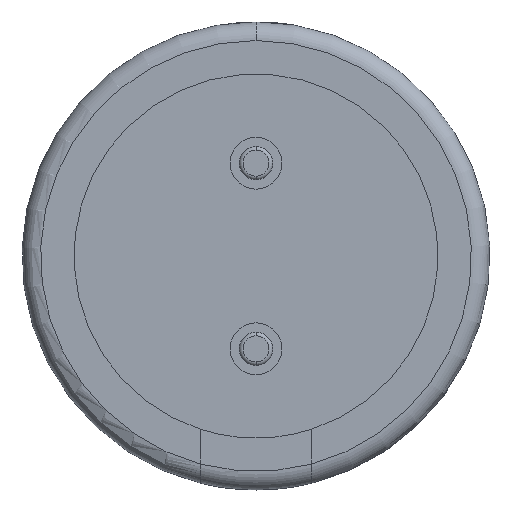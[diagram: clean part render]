
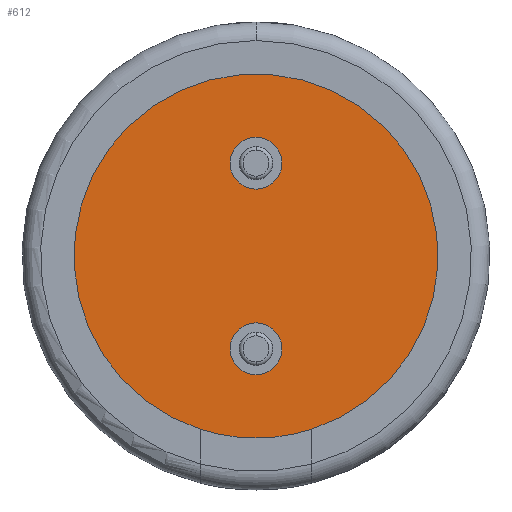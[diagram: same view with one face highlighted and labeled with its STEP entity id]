
A CAD part, front view. The second image highlights one B-rep face of the part: STEP entity #612.
In plain terms, the highlighted planar face has unit normal (0, -1, 0).
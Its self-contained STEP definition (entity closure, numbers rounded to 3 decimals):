
#32 = VERTEX_POINT ( 'NONE', #1927 ) ;
#152 = CARTESIAN_POINT ( 'NONE',  ( 0., 0.1, -1.25 ) ) ;
#206 = DIRECTION ( 'NONE',  ( 0., 0., -1. ) ) ;
#237 = CARTESIAN_POINT ( 'NONE',  ( 0., 0.1, 1.25 ) ) ;
#238 = CIRCLE ( 'NONE', #3882, 0.35 ) ;
#245 = AXIS2_PLACEMENT_3D ( 'NONE', #237, #1647, #1333 ) ;
#499 = DIRECTION ( 'NONE',  ( 0., -1., 0. ) ) ;
#539 = DIRECTION ( 'NONE',  ( 0., -1., 0. ) ) ;
#564 = DIRECTION ( 'NONE',  ( 0., 0., -1. ) ) ;
#586 = AXIS2_PLACEMENT_3D ( 'NONE', #2977, #3338, #1970 ) ;
#612 = ADVANCED_FACE ( 'NONE', ( #2273, #3394, #2231 ), #1261, .T. ) ;
#668 = CIRCLE ( 'NONE', #743, 2.45 ) ;
#715 = CARTESIAN_POINT ( 'NONE',  ( 0., 0.1, 1.25 ) ) ;
#720 = ORIENTED_EDGE ( 'NONE', *, *, #1525, .F. ) ;
#741 = AXIS2_PLACEMENT_3D ( 'NONE', #3396, #2979, #1941 ) ;
#743 = AXIS2_PLACEMENT_3D ( 'NONE', #955, #539, #206 ) ;
#955 = CARTESIAN_POINT ( 'NONE',  ( 0., 0.1, 0. ) ) ;
#1077 = CARTESIAN_POINT ( 'NONE',  ( 0., 0.1, -2.45 ) ) ;
#1167 = EDGE_CURVE ( 'NONE', #32, #4003, #4097, .T. ) ;
#1261 = PLANE ( 'NONE',  #586 ) ;
#1290 = CIRCLE ( 'NONE', #245, 0.35 ) ;
#1333 = DIRECTION ( 'NONE',  ( 0., 0., -1. ) ) ;
#1401 = EDGE_CURVE ( 'NONE', #3328, #4531, #2003, .T. ) ;
#1428 = DIRECTION ( 'NONE',  ( 0., -1., 0. ) ) ;
#1463 = CARTESIAN_POINT ( 'NONE',  ( 0., 0.1, -0.9 ) ) ;
#1505 = EDGE_CURVE ( 'NONE', #2105, #3328, #668, .T. ) ;
#1525 = EDGE_CURVE ( 'NONE', #4003, #32, #238, .T. ) ;
#1647 = DIRECTION ( 'NONE',  ( 0., -1., 0. ) ) ;
#1792 = DIRECTION ( 'NONE',  ( 0., -1., 0. ) ) ;
#1796 = CIRCLE ( 'NONE', #1938, 0.35 ) ;
#1809 = CARTESIAN_POINT ( 'NONE',  ( 0., 0.1, 0. ) ) ;
#1832 = DIRECTION ( 'NONE',  ( 0., 0., -1. ) ) ;
#1927 = CARTESIAN_POINT ( 'NONE',  ( 0., 0.1, -1.6 ) ) ;
#1938 = AXIS2_PLACEMENT_3D ( 'NONE', #715, #1792, #4343 ) ;
#1941 = DIRECTION ( 'NONE',  ( 0., 0., -1. ) ) ;
#1954 = EDGE_CURVE ( 'NONE', #4258, #2071, #1796, .T. ) ;
#1970 = DIRECTION ( 'NONE',  ( 0., 0., -1. ) ) ;
#2003 = CIRCLE ( 'NONE', #741, 2.45 ) ;
#2071 = VERTEX_POINT ( 'NONE', #2079 ) ;
#2079 = CARTESIAN_POINT ( 'NONE',  ( 0., 0.1, 0.9 ) ) ;
#2105 = VERTEX_POINT ( 'NONE', #3485 ) ;
#2140 = EDGE_CURVE ( 'NONE', #2071, #4258, #1290, .T. ) ;
#2231 = FACE_OUTER_BOUND ( 'NONE', #3527, .T. ) ;
#2257 = ORIENTED_EDGE ( 'NONE', *, *, #2140, .F. ) ;
#2273 = FACE_BOUND ( 'NONE', #2409, .T. ) ;
#2285 = AXIS2_PLACEMENT_3D ( 'NONE', #3830, #1428, #3870 ) ;
#2311 = ORIENTED_EDGE ( 'NONE', *, *, #1401, .T. ) ;
#2357 = CARTESIAN_POINT ( 'NONE',  ( 0.75, 0.1, -2.332 ) ) ;
#2409 = EDGE_LOOP ( 'NONE', ( #3600, #720 ) ) ;
#2433 = ORIENTED_EDGE ( 'NONE', *, *, #1505, .T. ) ;
#2977 = CARTESIAN_POINT ( 'NONE',  ( 0., 0.1, 0. ) ) ;
#2979 = DIRECTION ( 'NONE',  ( 0., -1., 0. ) ) ;
#3006 = CARTESIAN_POINT ( 'NONE',  ( 0., 0.1, 1.6 ) ) ;
#3328 = VERTEX_POINT ( 'NONE', #1077 ) ;
#3338 = DIRECTION ( 'NONE',  ( 0., -1., 0. ) ) ;
#3394 = FACE_BOUND ( 'NONE', #4041, .T. ) ;
#3396 = CARTESIAN_POINT ( 'NONE',  ( 0., 0.1, 0. ) ) ;
#3434 = ORIENTED_EDGE ( 'NONE', *, *, #1954, .F. ) ;
#3467 = EDGE_CURVE ( 'NONE', #4531, #2105, #4113, .T. ) ;
#3485 = CARTESIAN_POINT ( 'NONE',  ( -0.75, 0.1, -2.332 ) ) ;
#3527 = EDGE_LOOP ( 'NONE', ( #4369, #2433, #2311 ) ) ;
#3598 = AXIS2_PLACEMENT_3D ( 'NONE', #1809, #499, #1832 ) ;
#3600 = ORIENTED_EDGE ( 'NONE', *, *, #1167, .F. ) ;
#3698 = DIRECTION ( 'NONE',  ( 0., -1., 0. ) ) ;
#3830 = CARTESIAN_POINT ( 'NONE',  ( 0., 0.1, -1.25 ) ) ;
#3870 = DIRECTION ( 'NONE',  ( 0., 0., -1. ) ) ;
#3882 = AXIS2_PLACEMENT_3D ( 'NONE', #152, #3698, #564 ) ;
#4003 = VERTEX_POINT ( 'NONE', #1463 ) ;
#4041 = EDGE_LOOP ( 'NONE', ( #2257, #3434 ) ) ;
#4097 = CIRCLE ( 'NONE', #2285, 0.35 ) ;
#4113 = CIRCLE ( 'NONE', #3598, 2.45 ) ;
#4258 = VERTEX_POINT ( 'NONE', #3006 ) ;
#4343 = DIRECTION ( 'NONE',  ( 0., 0., -1. ) ) ;
#4369 = ORIENTED_EDGE ( 'NONE', *, *, #3467, .T. ) ;
#4531 = VERTEX_POINT ( 'NONE', #2357 ) ;
